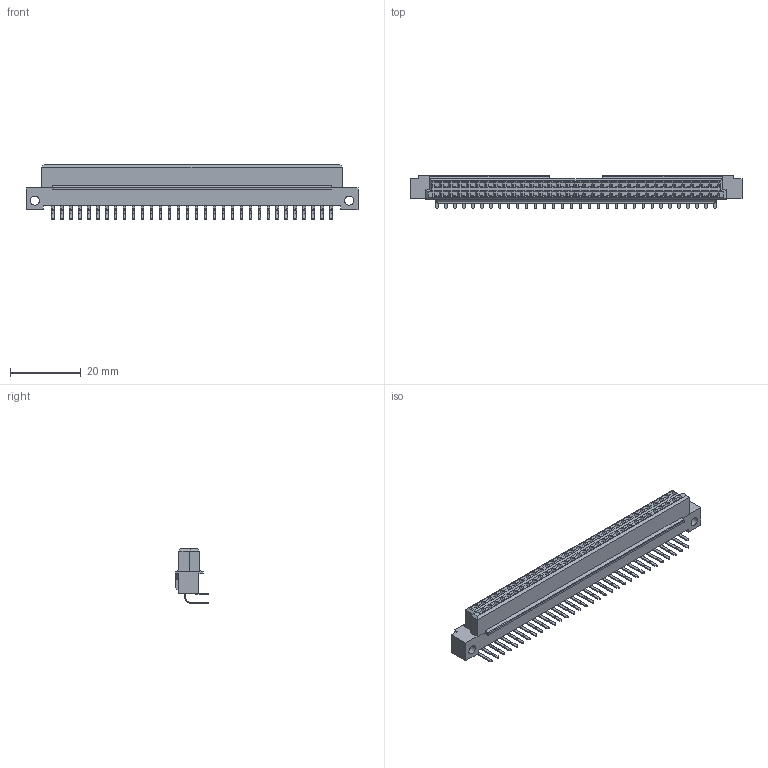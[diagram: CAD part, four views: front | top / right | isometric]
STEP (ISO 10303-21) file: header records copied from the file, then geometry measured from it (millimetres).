
FILE_DESCRIPTION(/* description */ (''),/* implementation_level */ '2;1');
FILE_NAME(/* name */ '100626262ugm000_a.stp',/* time_stamp */ '2022-04-26T16:46:49+02:00',/* author */ (''),/* organization */ (''),/* preprocessor_version */ 'ST-DEVELOPER v16.7',/* originating_system */ 'SIEMENS PLM Software NX 1911',/* authorisation */ '');
FILE_SCHEMA (('AUTOMOTIVE_DESIGN { 1 0 10303 214 3 1 1 1 }'));
Length unit declared in the file: millimetre
Products named in the file (1): 100626262ugm000_a
Bounding box: 93.9 x 9.59 x 15.38 mm (x, y, z)
Volume: 6088.8 mm3; surface area: 4735.8 mm2
Topology: 1 solids, 1 shells, 1099 faces, 2897 edges, 1929 vertices
Faces by surface type: plane 903, cylinder 196
Full cylindrical faces by diameter (mm): 2.55 x2
Entity records: 38526 total; most frequent: CARTESIAN_POINT 5920, ORIENTED_EDGE 5786, DIRECTION 5485, EDGE_CURVE 2893, LINE 2501, VECTOR 2501, VERTEX_POINT 1926, AXIS2_PLACEMENT_3D 1492
